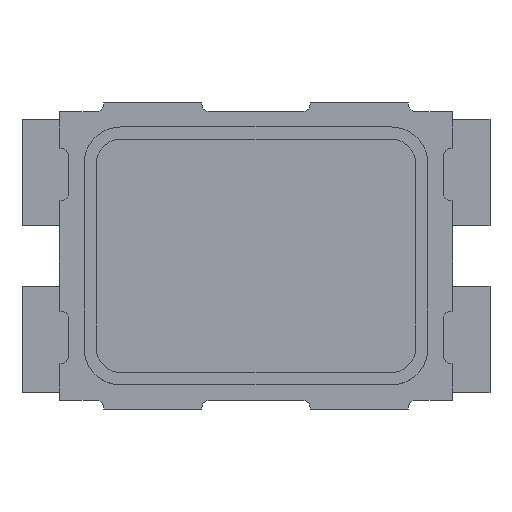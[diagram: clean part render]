
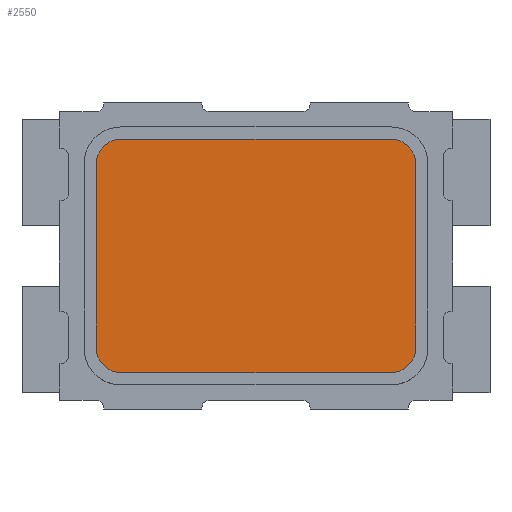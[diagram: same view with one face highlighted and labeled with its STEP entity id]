
A CAD part, top view. The second image highlights one B-rep face of the part: STEP entity #2550.
In plain terms, the highlighted planar face has unit normal (0, 0, 1).
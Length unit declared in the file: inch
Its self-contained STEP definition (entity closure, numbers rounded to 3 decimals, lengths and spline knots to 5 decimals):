
#76 = EDGE_CURVE ( 'NONE', #2245, #2277, #113, .T. ) ;
#113 = LINE ( 'NONE', #398, #1923 ) ;
#115 = CARTESIAN_POINT ( 'NONE',  ( -0.05118, -0.02953, 0.02662 ) ) ;
#163 = DIRECTION ( 'NONE',  ( 0., 0., 1. ) ) ;
#180 = AXIS2_PLACEMENT_3D ( 'NONE', #2502, #955, #1767 ) ;
#263 = DIRECTION ( 'NONE',  ( 0., 1., 0. ) ) ;
#297 = CIRCLE ( 'NONE', #2288, 0.00787 ) ;
#328 = LINE ( 'NONE', #3087, #3033 ) ;
#370 = PLANE ( 'NONE',  #1639 ) ;
#398 = CARTESIAN_POINT ( 'NONE',  ( -0.04331, -0.0374, 0.02662 ) ) ;
#414 = VERTEX_POINT ( 'NONE', #2421 ) ;
#416 = DIRECTION ( 'NONE',  ( 0., 0., 1. ) ) ;
#530 = CARTESIAN_POINT ( 'NONE',  ( 0.04331, -0.02953, 0.02662 ) ) ;
#549 = EDGE_CURVE ( 'NONE', #414, #3291, #3010, .T. ) ;
#586 = CARTESIAN_POINT ( 'NONE',  ( 0., -0.04921, 0.02662 ) ) ;
#659 = ORIENTED_EDGE ( 'NONE', *, *, #76, .T. ) ;
#685 = EDGE_CURVE ( 'NONE', #2277, #2623, #1301, .T. ) ;
#699 = ORIENTED_EDGE ( 'NONE', *, *, #685, .T. ) ;
#785 = DIRECTION ( 'NONE',  ( 1., 0., 0. ) ) ;
#955 = DIRECTION ( 'NONE',  ( 0., 0., 1. ) ) ;
#1052 = DIRECTION ( 'NONE',  ( 0., 0., 1. ) ) ;
#1073 = CARTESIAN_POINT ( 'NONE',  ( -0.05118, 0.02953, 0.02662 ) ) ;
#1094 = VERTEX_POINT ( 'NONE', #115 ) ;
#1190 = CARTESIAN_POINT ( 'NONE',  ( 0.04331, -0.0374, 0.02662 ) ) ;
#1227 = EDGE_LOOP ( 'NONE', ( #1449, #1637, #1846, #659, #699, #1589, #3142, #1837 ) ) ;
#1256 = VECTOR ( 'NONE', #2037, 39.37008 ) ;
#1301 = CIRCLE ( 'NONE', #3196, 0.00787 ) ;
#1327 = EDGE_CURVE ( 'NONE', #2623, #2019, #328, .T. ) ;
#1441 = DIRECTION ( 'NONE',  ( 1., 0., 0. ) ) ;
#1449 = ORIENTED_EDGE ( 'NONE', *, *, #1944, .T. ) ;
#1454 = EDGE_CURVE ( 'NONE', #2904, #1094, #1528, .T. ) ;
#1528 = LINE ( 'NONE', #1073, #1256 ) ;
#1589 = ORIENTED_EDGE ( 'NONE', *, *, #1327, .T. ) ;
#1637 = ORIENTED_EDGE ( 'NONE', *, *, #1454, .T. ) ;
#1639 = AXIS2_PLACEMENT_3D ( 'NONE', #586, #2610, #785 ) ;
#1650 = DIRECTION ( 'NONE',  ( 1., 0., 0. ) ) ;
#1745 = DIRECTION ( 'NONE',  ( -1., 0., 0. ) ) ;
#1767 = DIRECTION ( 'NONE',  ( 0., 1., 0. ) ) ;
#1837 = ORIENTED_EDGE ( 'NONE', *, *, #549, .T. ) ;
#1846 = ORIENTED_EDGE ( 'NONE', *, *, #2240, .T. ) ;
#1913 = AXIS2_PLACEMENT_3D ( 'NONE', #2722, #416, #1441 ) ;
#1923 = VECTOR ( 'NONE', #1650, 39.37008 ) ;
#1944 = EDGE_CURVE ( 'NONE', #3291, #2904, #3209, .T. ) ;
#1961 = CARTESIAN_POINT ( 'NONE',  ( -0.05118, 0.02953, 0.02662 ) ) ;
#1995 = VECTOR ( 'NONE', #2248, 39.37008 ) ;
#2019 = VERTEX_POINT ( 'NONE', #2353 ) ;
#2037 = DIRECTION ( 'NONE',  ( 0., -1., 0. ) ) ;
#2084 = DIRECTION ( 'NONE',  ( 0., -1., 0. ) ) ;
#2240 = EDGE_CURVE ( 'NONE', #1094, #2245, #297, .T. ) ;
#2245 = VERTEX_POINT ( 'NONE', #2983 ) ;
#2248 = DIRECTION ( 'NONE',  ( -1., 0., 0. ) ) ;
#2259 = CARTESIAN_POINT ( 'NONE',  ( -0.04331, 0.0374, 0.02662 ) ) ;
#2277 = VERTEX_POINT ( 'NONE', #1190 ) ;
#2288 = AXIS2_PLACEMENT_3D ( 'NONE', #2782, #163, #1745 ) ;
#2353 = CARTESIAN_POINT ( 'NONE',  ( 0.05118, 0.02953, 0.02662 ) ) ;
#2421 = CARTESIAN_POINT ( 'NONE',  ( 0.04331, 0.0374, 0.02662 ) ) ;
#2502 = CARTESIAN_POINT ( 'NONE',  ( -0.04331, 0.02953, 0.02662 ) ) ;
#2550 = ADVANCED_FACE ( 'NONE', ( #2687 ), #370, .T. ) ;
#2610 = DIRECTION ( 'NONE',  ( 0., 0., 1. ) ) ;
#2623 = VERTEX_POINT ( 'NONE', #2643 ) ;
#2643 = CARTESIAN_POINT ( 'NONE',  ( 0.05118, -0.02953, 0.02662 ) ) ;
#2687 = FACE_OUTER_BOUND ( 'NONE', #1227, .T. ) ;
#2720 = CIRCLE ( 'NONE', #1913, 0.00787 ) ;
#2722 = CARTESIAN_POINT ( 'NONE',  ( 0.04331, 0.02953, 0.02662 ) ) ;
#2770 = CARTESIAN_POINT ( 'NONE',  ( 0.04331, 0.0374, 0.02662 ) ) ;
#2775 = EDGE_CURVE ( 'NONE', #2019, #414, #2720, .T. ) ;
#2782 = CARTESIAN_POINT ( 'NONE',  ( -0.04331, -0.02953, 0.02662 ) ) ;
#2904 = VERTEX_POINT ( 'NONE', #1961 ) ;
#2983 = CARTESIAN_POINT ( 'NONE',  ( -0.04331, -0.0374, 0.02662 ) ) ;
#3010 = LINE ( 'NONE', #2770, #1995 ) ;
#3033 = VECTOR ( 'NONE', #263, 39.37008 ) ;
#3087 = CARTESIAN_POINT ( 'NONE',  ( 0.05118, -0.02953, 0.02662 ) ) ;
#3142 = ORIENTED_EDGE ( 'NONE', *, *, #2775, .T. ) ;
#3196 = AXIS2_PLACEMENT_3D ( 'NONE', #530, #1052, #2084 ) ;
#3209 = CIRCLE ( 'NONE', #180, 0.00787 ) ;
#3291 = VERTEX_POINT ( 'NONE', #2259 ) ;
